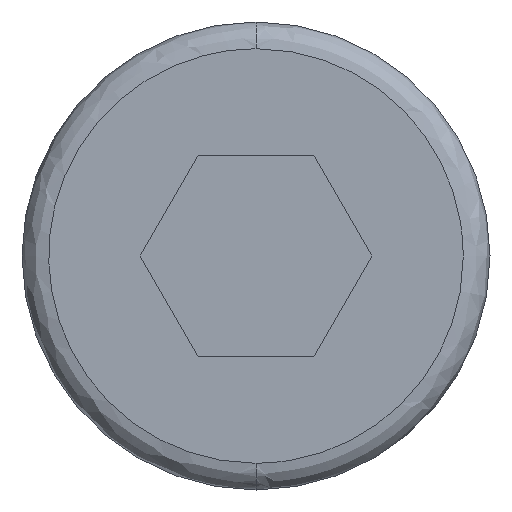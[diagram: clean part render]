
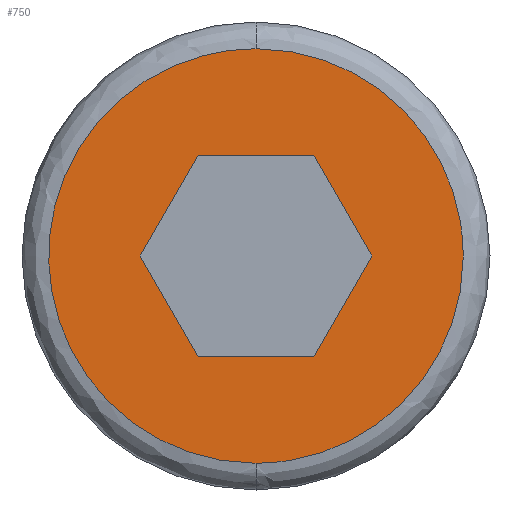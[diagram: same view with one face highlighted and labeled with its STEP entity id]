
A CAD part, front view. The second image highlights one B-rep face of the part: STEP entity #750.
In plain terms, the highlighted planar face has unit normal (0, -1, 0).
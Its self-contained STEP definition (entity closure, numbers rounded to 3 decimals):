
#13 = EDGE_CURVE ( 'NONE', #166, #561, #162, .T. ) ;
#21 = CARTESIAN_POINT ( 'NONE',  ( 3.1, -4., 0. ) ) ;
#24 = ORIENTED_EDGE ( 'NONE', *, *, #716, .T. ) ;
#35 = CARTESIAN_POINT ( 'NONE',  ( 1.299, -4., 0.75 ) ) ;
#42 = VECTOR ( 'NONE', #146, 1000. ) ;
#44 = ORIENTED_EDGE ( 'NONE', *, *, #231, .F. ) ;
#50 = CARTESIAN_POINT ( 'NONE',  ( -3.1, -4., 0. ) ) ;
#57 = CARTESIAN_POINT ( 'NONE',  ( 0., -4., -3.1 ) ) ;
#62 = CARTESIAN_POINT ( 'NONE',  ( 3.1, -4., -1.816 ) ) ;
#64 = EDGE_CURVE ( 'NONE', #726, #145, #695, .T. ) ;
#65 = CARTESIAN_POINT ( 'NONE',  ( -1.732, -4., 0. ) ) ;
#79 = CARTESIAN_POINT ( 'NONE',  ( 0., -4., -3.1 ) ) ;
#100 = AXIS2_PLACEMENT_3D ( 'NONE', #444, #286, #221 ) ;
#103 = VERTEX_POINT ( 'NONE', #131 ) ;
#129 = VECTOR ( 'NONE', #222, 1000. ) ;
#131 = CARTESIAN_POINT ( 'NONE',  ( 0.866, -4., -1.5 ) ) ;
#137 = EDGE_CURVE ( 'NONE', #103, #635, #633, .T. ) ;
#145 = VERTEX_POINT ( 'NONE', #182 ) ;
#146 = DIRECTION ( 'NONE',  ( -1., 0., 0. ) ) ;
#155 = ORIENTED_EDGE ( 'NONE', *, *, #137, .T. ) ;
#162 =( BOUNDED_CURVE ( )  B_SPLINE_CURVE ( 3, ( #349, #710, #302, #50, #709, #402, #636 ),
 .UNSPECIFIED., .F., .F. ) 
 B_SPLINE_CURVE_WITH_KNOTS ( ( 4, 3, 4 ),
 ( 0.333, 0.667, 1. ),
 .UNSPECIFIED. ) 
 CURVE ( )  GEOMETRIC_REPRESENTATION_ITEM ( )  RATIONAL_B_SPLINE_CURVE ( ( 1., 0.805, 0.805, 1., 0.805, 0.805, 1. ) ) 
 REPRESENTATION_ITEM ( '' )  );
#166 = VERTEX_POINT ( 'NONE', #79 ) ;
#170 = LINE ( 'NONE', #481, #661 ) ;
#182 = CARTESIAN_POINT ( 'NONE',  ( 0.866, -4., 1.5 ) ) ;
#185 = ORIENTED_EDGE ( 'NONE', *, *, #415, .T. ) ;
#187 = ORIENTED_EDGE ( 'NONE', *, *, #601, .T. ) ;
#188 = CARTESIAN_POINT ( 'NONE',  ( 0., -4., 1.5 ) ) ;
#194 = LINE ( 'NONE', #358, #255 ) ;
#197 = ORIENTED_EDGE ( 'NONE', *, *, #64, .T. ) ;
#221 = DIRECTION ( 'NONE',  ( 0., 0., -1. ) ) ;
#222 = DIRECTION ( 'NONE',  ( 0.5, 0., -0.866 ) ) ;
#224 = CARTESIAN_POINT ( 'NONE',  ( 3.1, -4., 0. ) ) ;
#231 = EDGE_CURVE ( 'NONE', #561, #513, #292, .T. ) ;
#255 = VECTOR ( 'NONE', #647, 1000. ) ;
#259 = ORIENTED_EDGE ( 'NONE', *, *, #614, .F. ) ;
#277 = EDGE_CURVE ( 'NONE', #635, #628, #170, .T. ) ;
#278 = LINE ( 'NONE', #35, #129 ) ;
#286 = DIRECTION ( 'NONE',  ( 0., -1., 0. ) ) ;
#292 =( BOUNDED_CURVE ( )  B_SPLINE_CURVE ( 3, ( #735, #322, #375, #21 ),
 .UNSPECIFIED., .F., .T. ) 
 B_SPLINE_CURVE_WITH_KNOTS ( ( 4, 4 ),
 ( 0., 1. ),
 .UNSPECIFIED. ) 
 CURVE ( )  GEOMETRIC_REPRESENTATION_ITEM ( )  RATIONAL_B_SPLINE_CURVE ( ( 1., 0.805, 0.805, 1. ) ) 
 REPRESENTATION_ITEM ( '' )  );
#302 = CARTESIAN_POINT ( 'NONE',  ( -3.1, -4., -1.816 ) ) ;
#322 = CARTESIAN_POINT ( 'NONE',  ( 1.816, -4., 3.1 ) ) ;
#332 = PLANE ( 'NONE',  #100 ) ;
#349 = CARTESIAN_POINT ( 'NONE',  ( 0., -4., -3.1 ) ) ;
#358 = CARTESIAN_POINT ( 'NONE',  ( -1.299, -4., 0.75 ) ) ;
#375 = CARTESIAN_POINT ( 'NONE',  ( 3.1, -4., 1.816 ) ) ;
#402 = CARTESIAN_POINT ( 'NONE',  ( -1.816, -4., 3.1 ) ) ;
#415 = EDGE_CURVE ( 'NONE', #145, #527, #278, .T. ) ;
#431 = EDGE_LOOP ( 'NONE', ( #185, #24, #155, #714, #187, #197 ) ) ;
#441 = EDGE_LOOP ( 'NONE', ( #44, #455, #259 ) ) ;
#444 = CARTESIAN_POINT ( 'NONE',  ( 0., -4., 0. ) ) ;
#447 = VECTOR ( 'NONE', #536, 1000. ) ;
#455 = ORIENTED_EDGE ( 'NONE', *, *, #13, .F. ) ;
#456 = CARTESIAN_POINT ( 'NONE',  ( 0., -4., 3.1 ) ) ;
#462 = VECTOR ( 'NONE', #668, 1000. ) ;
#481 = CARTESIAN_POINT ( 'NONE',  ( -1.299, -4., -0.75 ) ) ;
#490 = CARTESIAN_POINT ( 'NONE',  ( 0.433, -4., -1.5 ) ) ;
#513 = VERTEX_POINT ( 'NONE', #224 ) ;
#524 = CARTESIAN_POINT ( 'NONE',  ( 3.1, -4., 0. ) ) ;
#527 = VERTEX_POINT ( 'NONE', #574 ) ;
#536 = DIRECTION ( 'NONE',  ( 1., 0., 0. ) ) ;
#561 = VERTEX_POINT ( 'NONE', #456 ) ;
#574 = CARTESIAN_POINT ( 'NONE',  ( 1.732, -4., 0. ) ) ;
#601 = EDGE_CURVE ( 'NONE', #628, #726, #194, .T. ) ;
#604 = DIRECTION ( 'NONE',  ( -0.5, 0., 0.866 ) ) ;
#607 = CARTESIAN_POINT ( 'NONE',  ( -0.866, -4., 1.5 ) ) ;
#614 = EDGE_CURVE ( 'NONE', #513, #166, #747, .T. ) ;
#628 = VERTEX_POINT ( 'NONE', #65 ) ;
#633 = LINE ( 'NONE', #490, #42 ) ;
#635 = VERTEX_POINT ( 'NONE', #643 ) ;
#636 = CARTESIAN_POINT ( 'NONE',  ( 0., -4., 3.1 ) ) ;
#643 = CARTESIAN_POINT ( 'NONE',  ( -0.866, -4., -1.5 ) ) ;
#647 = DIRECTION ( 'NONE',  ( 0.5, 0., 0.866 ) ) ;
#652 = CARTESIAN_POINT ( 'NONE',  ( 1.816, -4., -3.1 ) ) ;
#660 = FACE_BOUND ( 'NONE', #431, .T. ) ;
#661 = VECTOR ( 'NONE', #604, 1000. ) ;
#662 = CARTESIAN_POINT ( 'NONE',  ( 1.732, -4., 0. ) ) ;
#668 = DIRECTION ( 'NONE',  ( -0.5, 0., -0.866 ) ) ;
#695 = LINE ( 'NONE', #188, #447 ) ;
#709 = CARTESIAN_POINT ( 'NONE',  ( -3.1, -4., 1.816 ) ) ;
#710 = CARTESIAN_POINT ( 'NONE',  ( -1.816, -4., -3.1 ) ) ;
#711 = LINE ( 'NONE', #662, #462 ) ;
#714 = ORIENTED_EDGE ( 'NONE', *, *, #277, .T. ) ;
#716 = EDGE_CURVE ( 'NONE', #527, #103, #711, .T. ) ;
#726 = VERTEX_POINT ( 'NONE', #607 ) ;
#735 = CARTESIAN_POINT ( 'NONE',  ( 0., -4., 3.1 ) ) ;
#747 =( BOUNDED_CURVE ( )  B_SPLINE_CURVE ( 3, ( #524, #62, #652, #57 ),
 .UNSPECIFIED., .F., .T. ) 
 B_SPLINE_CURVE_WITH_KNOTS ( ( 4, 4 ),
 ( 0., 0.333 ),
 .UNSPECIFIED. ) 
 CURVE ( )  GEOMETRIC_REPRESENTATION_ITEM ( )  RATIONAL_B_SPLINE_CURVE ( ( 1., 0.805, 0.805, 1. ) ) 
 REPRESENTATION_ITEM ( '' )  );
#750 = ADVANCED_FACE ( 'NONE', ( #660, #772 ), #332, .T. ) ;
#772 = FACE_OUTER_BOUND ( 'NONE', #441, .T. ) ;
